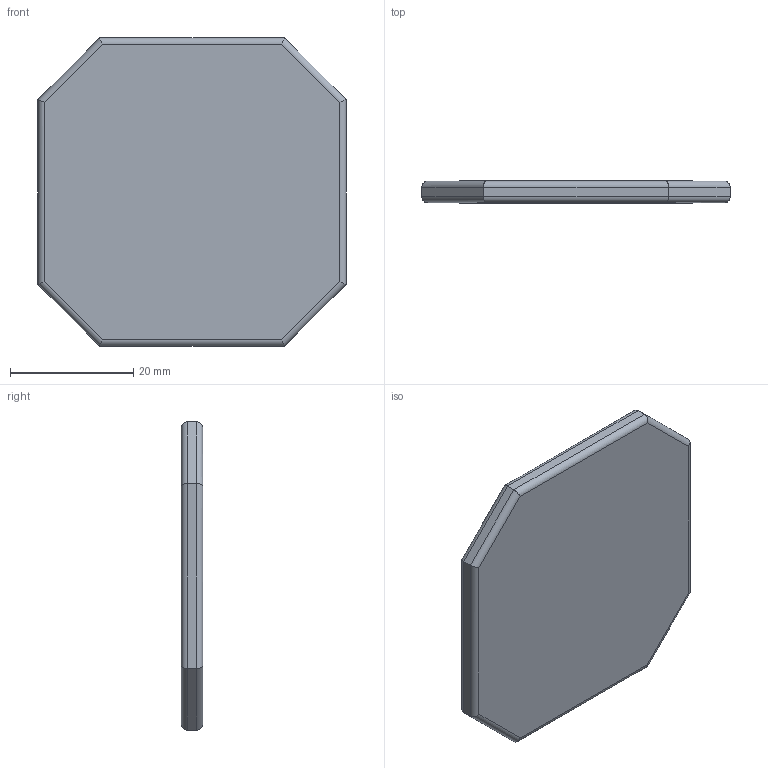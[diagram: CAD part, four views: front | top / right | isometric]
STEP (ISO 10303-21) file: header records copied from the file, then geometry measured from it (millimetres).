
FILE_DESCRIPTION(/* description */ (''),/* implementation_level */ '2;1');
FILE_NAME(/* name */ 'sheriff.step',/* time_stamp */ '2022-02-09T03:38:28-06:00',/* author */ (''),/* organization */ (''),/* preprocessor_version */ 'ST-DEVELOPER v18.1',/* originating_system */ 'Autodesk Translation Framework v10.13.0.1454',/* authorisation */ '');
FILE_SCHEMA (('AUTOMOTIVE_DESIGN { 1 0 10303 214 3 1 1 }'));
Length unit declared in the file: millimetre
Products named in the file (1): (Unsaved)
Bounding box: 50 x 3.5 x 50 mm (x, y, z)
Volume: 6860.4 mm3; surface area: 7921.8 mm2
Topology: 21 solids, 21 shells, 151 faces, 319 edges, 210 vertices
Faces by surface type: plane 94, cylinder 57
Full cylindrical faces by diameter (mm): 1.669 x2, 1.74 x2, 1.759 x2, 18.757 x1
Entity records: 4078 total; most frequent: DIRECTION 721, CARTESIAN_POINT 681, ORIENTED_EDGE 638, EDGE_CURVE 319, AXIS2_PLACEMENT_3D 250, LINE 221, VECTOR 221, VERTEX_POINT 210
